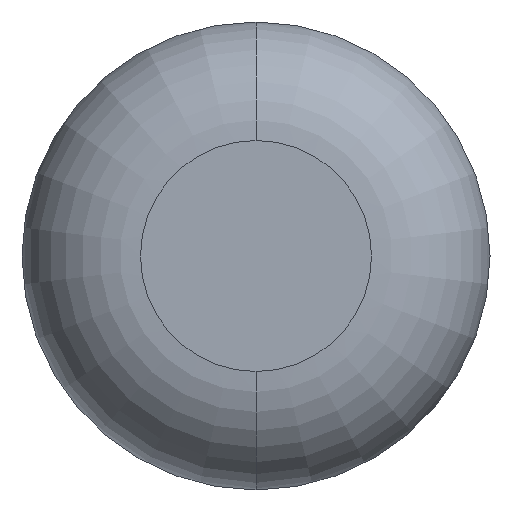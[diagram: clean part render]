
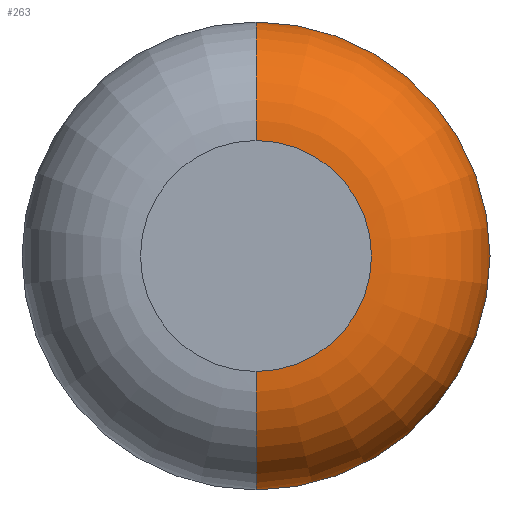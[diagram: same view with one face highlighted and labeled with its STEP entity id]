
A CAD part, front view. The second image highlights one B-rep face of the part: STEP entity #263.
In plain terms, the highlighted toroidal (fillet/blend) face has major radius 4.699 mm and minor radius 4.826 mm.
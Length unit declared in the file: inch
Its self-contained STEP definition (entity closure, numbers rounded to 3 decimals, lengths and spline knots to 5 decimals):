
#6 = AXIS2_PLACEMENT_3D ( 'NONE', #371, #454, #534 ) ;
#14 = AXIS2_PLACEMENT_3D ( 'NONE', #396, #349, #354 ) ;
#82 = EDGE_CURVE ( 'NONE', #148, #527, #338, .T. ) ;
#92 = ORIENTED_EDGE ( 'NONE', *, *, #546, .F. ) ;
#106 = CIRCLE ( 'NONE', #6, 0.185 ) ;
#111 = DIRECTION ( 'NONE',  ( 0., 0., -1. ) ) ;
#148 = VERTEX_POINT ( 'NONE', #473 ) ;
#151 = DIRECTION ( 'NONE',  ( 0., -1., 0. ) ) ;
#161 = CARTESIAN_POINT ( 'NONE',  ( 0., 0.19, 0. ) ) ;
#166 = CIRCLE ( 'NONE', #414, 0.375 ) ;
#184 = VERTEX_POINT ( 'NONE', #526 ) ;
#192 = CARTESIAN_POINT ( 'NONE',  ( 0., 0.19, -0.185 ) ) ;
#242 = DIRECTION ( 'NONE',  ( 0., 0., -1. ) ) ;
#263 = ADVANCED_FACE ( 'NONE', ( #451 ), #468, .T. ) ;
#284 = CARTESIAN_POINT ( 'NONE',  ( 0., 0.19, 0. ) ) ;
#293 = CARTESIAN_POINT ( 'NONE',  ( 0., 0., 0.185 ) ) ;
#297 = AXIS2_PLACEMENT_3D ( 'NONE', #192, #366, #530 ) ;
#322 = ORIENTED_EDGE ( 'NONE', *, *, #472, .T. ) ;
#338 = CIRCLE ( 'NONE', #14, 0.19 ) ;
#340 = CARTESIAN_POINT ( 'NONE',  ( 0., 0., -0.185 ) ) ;
#349 = DIRECTION ( 'NONE',  ( 1., 0., 0. ) ) ;
#354 = DIRECTION ( 'NONE',  ( 0., 0., -1. ) ) ;
#355 = EDGE_LOOP ( 'NONE', ( #322, #363, #92, #390 ) ) ;
#356 = DIRECTION ( 'NONE',  ( 0., -1., 0. ) ) ;
#363 = ORIENTED_EDGE ( 'NONE', *, *, #82, .T. ) ;
#366 = DIRECTION ( 'NONE',  ( -1., 0., 0. ) ) ;
#371 = CARTESIAN_POINT ( 'NONE',  ( 0., 0., 0. ) ) ;
#377 = AXIS2_PLACEMENT_3D ( 'NONE', #284, #356, #111 ) ;
#390 = ORIENTED_EDGE ( 'NONE', *, *, #424, .F. ) ;
#396 = CARTESIAN_POINT ( 'NONE',  ( 0., 0.19, 0.185 ) ) ;
#414 = AXIS2_PLACEMENT_3D ( 'NONE', #161, #151, #242 ) ;
#424 = EDGE_CURVE ( 'NONE', #184, #428, #540, .T. ) ;
#428 = VERTEX_POINT ( 'NONE', #340 ) ;
#451 = FACE_OUTER_BOUND ( 'NONE', #355, .T. ) ;
#454 = DIRECTION ( 'NONE',  ( 0., -1., 0. ) ) ;
#468 = TOROIDAL_SURFACE ( 'NONE', #377, 0.185, 0.19 ) ;
#472 = EDGE_CURVE ( 'NONE', #184, #148, #166, .T. ) ;
#473 = CARTESIAN_POINT ( 'NONE',  ( 0., 0.19, 0.375 ) ) ;
#526 = CARTESIAN_POINT ( 'NONE',  ( 0., 0.19, -0.375 ) ) ;
#527 = VERTEX_POINT ( 'NONE', #293 ) ;
#530 = DIRECTION ( 'NONE',  ( 0., 0., 1. ) ) ;
#534 = DIRECTION ( 'NONE',  ( 0., 0., -1. ) ) ;
#540 = CIRCLE ( 'NONE', #297, 0.19 ) ;
#546 = EDGE_CURVE ( 'NONE', #428, #527, #106, .T. ) ;
